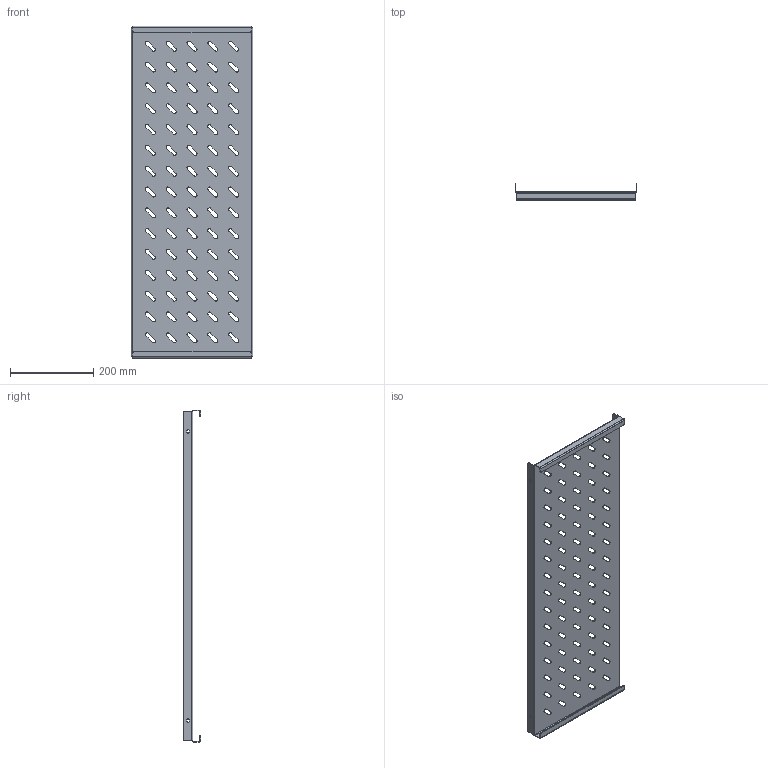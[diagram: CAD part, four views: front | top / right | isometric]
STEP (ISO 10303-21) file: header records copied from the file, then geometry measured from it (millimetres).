
FILE_DESCRIPTION (( 'STEP AP214' ), '1' );
FILE_NAME ('945.240.STEP', '2024-09-20T11:04:07', ( '' ), ( '' ), 'SwSTEP 2.0', 'SolidWorks 2021', '' );
FILE_SCHEMA (( 'AUTOMOTIVE_DESIGN' ));
Length unit declared in the file: millimetre
Products named in the file (1): 945.240
Bounding box: 292 x 41 x 797 mm (x, y, z)
Volume: 394628.5 mm3; surface area: 537813 mm2
Topology: 1 solids, 1 shells, 443 faces, 1295 edges, 854 vertices
Faces by surface type: cylinder 253, plane 190
Entity records: 15181 total; most frequent: DIRECTION 2689, CARTESIAN_POINT 2593, ORIENTED_EDGE 2590, EDGE_CURVE 1295, AXIS2_PLACEMENT_3D 950, VERTEX_POINT 854, LINE 789, VECTOR 789
